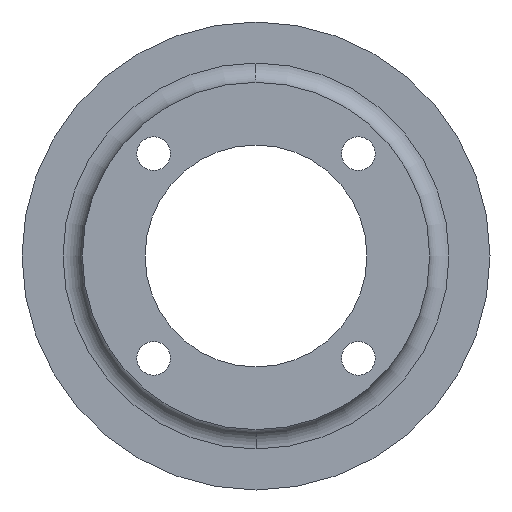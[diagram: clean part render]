
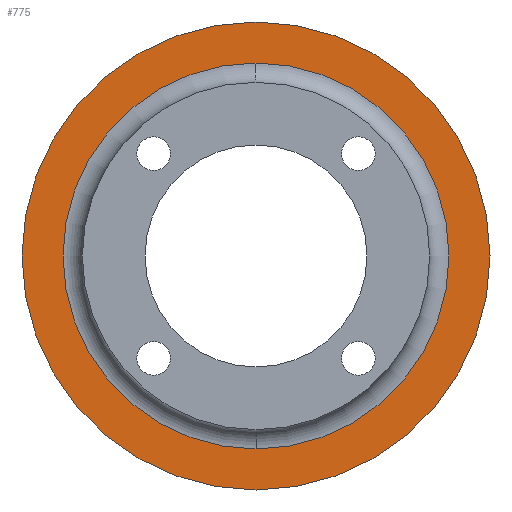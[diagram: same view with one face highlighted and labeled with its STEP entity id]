
A CAD part, left-side view. The second image highlights one B-rep face of the part: STEP entity #775.
In plain terms, the highlighted planar face has unit normal (-1, 0, 0).
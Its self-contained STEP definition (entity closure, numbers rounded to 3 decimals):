
#186=CARTESIAN_POINT('',(4.,0.,0.));
#187=DIRECTION('',(1.,0.,0.));
#188=DIRECTION('',(0.,0.,-1.));
#189=AXIS2_PLACEMENT_3D('',#186,#187,#188);
#194=CARTESIAN_POINT('',(4.,0.,0.));
#195=DIRECTION('',(1.,0.,0.));
#196=DIRECTION('',(0.,0.,1.));
#197=AXIS2_PLACEMENT_3D('',#194,#195,#196);
#202=CARTESIAN_POINT('',(4.,0.,0.));
#203=DIRECTION('',(1.,0.,0.));
#204=DIRECTION('',(0.,0.,-1.));
#205=AXIS2_PLACEMENT_3D('',#202,#203,#204);
#210=CARTESIAN_POINT('',(4.,0.,0.));
#211=DIRECTION('',(1.,0.,0.));
#212=DIRECTION('',(0.,0.,1.));
#213=AXIS2_PLACEMENT_3D('',#210,#211,#212);
#582=CARTESIAN_POINT('',(4.,0.,-24.25));
#583=CARTESIAN_POINT('',(4.,0.,24.25));
#584=VERTEX_POINT('',#582);
#585=VERTEX_POINT('',#583);
#590=CARTESIAN_POINT('',(4.,0.,-20.));
#591=CARTESIAN_POINT('',(4.,0.,20.));
#592=VERTEX_POINT('',#590);
#593=VERTEX_POINT('',#591);
#760=CARTESIAN_POINT('',(4.,0.,0.));
#761=DIRECTION('',(1.,0.,0.));
#762=DIRECTION('',(0.,0.,-1.));
#763=AXIS2_PLACEMENT_3D('',#760,#761,#762);
#764=PLANE('',#763);
#766=ORIENTED_EDGE('',*,*,#765,.T.);
#768=ORIENTED_EDGE('',*,*,#767,.T.);
#769=EDGE_LOOP('',(#766,#768));
#770=FACE_OUTER_BOUND('',#769,.F.);
#771=ORIENTED_EDGE('',*,*,#727,.F.);
#772=ORIENTED_EDGE('',*,*,#742,.F.);
#773=EDGE_LOOP('',(#771,#772));
#774=FACE_BOUND('',#773,.F.);
#190=CIRCLE('',#189,24.25);
#198=CIRCLE('',#197,24.25);
#206=CIRCLE('',#205,20.);
#214=CIRCLE('',#213,20.);
#727=EDGE_CURVE('',#592,#593,#206,.T.);
#742=EDGE_CURVE('',#593,#592,#214,.T.);
#765=EDGE_CURVE('',#584,#585,#190,.T.);
#767=EDGE_CURVE('',#585,#584,#198,.T.);
#775=ADVANCED_FACE('',(#770,#774),#764,.F.);
